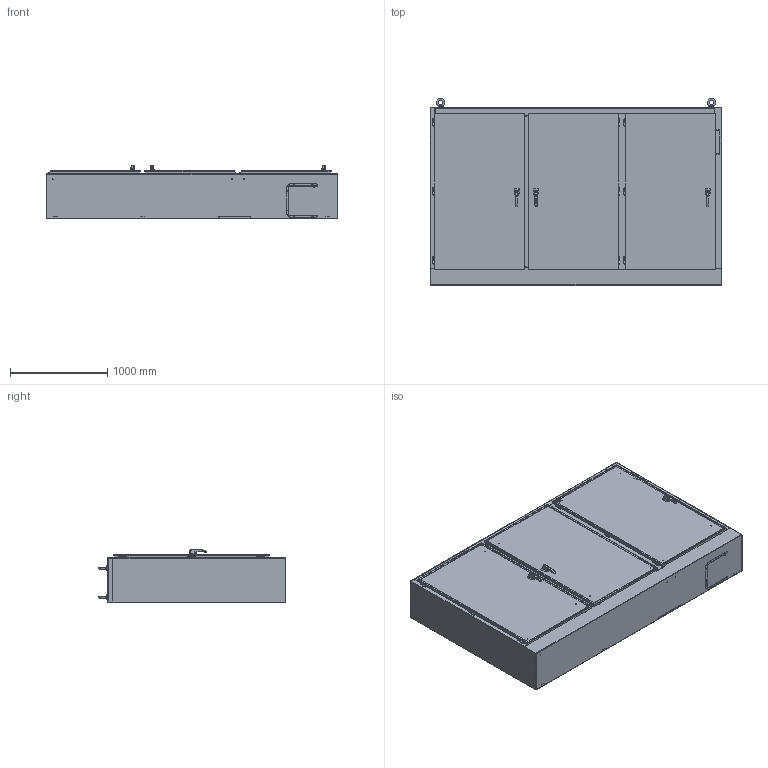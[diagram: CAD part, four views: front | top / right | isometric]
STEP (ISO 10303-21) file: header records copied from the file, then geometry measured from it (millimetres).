
FILE_DESCRIPTION (( 'STEP AP214' ), '1' );
FILE_NAME ('3UHD7211918FTC.STEP', '2019-07-31T19:57:46', ( '' ), ( '' ), 'SwSTEP 2.0', 'SolidWorks 2018', '' );
FILE_SCHEMA (( 'AUTOMOTIVE_DESIGN' ));
Length unit declared in the file: inch
Products named in the file (1): 3UHD7211918FTC
Bounding box: 3003.55 x 1925.17 x 545.2 mm (x, y, z)
Volume: 165010011.3 mm3; surface area: 47455843.3 mm2
Topology: 307 solids, 307 shells, 4271 faces, 10171 edges, 6575 vertices
Faces by surface type: plane 2595, cylinder 1203, bspline 249, cone 206, torus 18
Full cylindrical faces by diameter (mm): 3.68 x2, 3.967 x2, 4.249 x3, 4.394 x3, 4.75 x5, 4.775 x4, 4.928 x1, 4.976 x19, 4.978 x3, 5.105 x6, 5.461 x4, 5.563 x2, 5.893 x3, 5.918 x3, 6.248 x13, 6.325 x1, 6.35 x51, 6.477 x3, 6.528 x12, 6.731 x1, 6.756 x7, 6.985 x2, 7.112 x12, 7.137 x24, 7.163 x2, 7.366 x2, 7.442 x6, 7.805 x17, 7.937 x4, 7.938 x2
Entity records: 209434 total; most frequent: CARTESIAN_POINT 56810, ORIENTED_EDGE 18762, DIRECTION 18743, EDGE_CURVE 9381, AXIS2_PLACEMENT_3D 6535, VERTEX_POINT 6529, LINE 5673, VECTOR 5673
